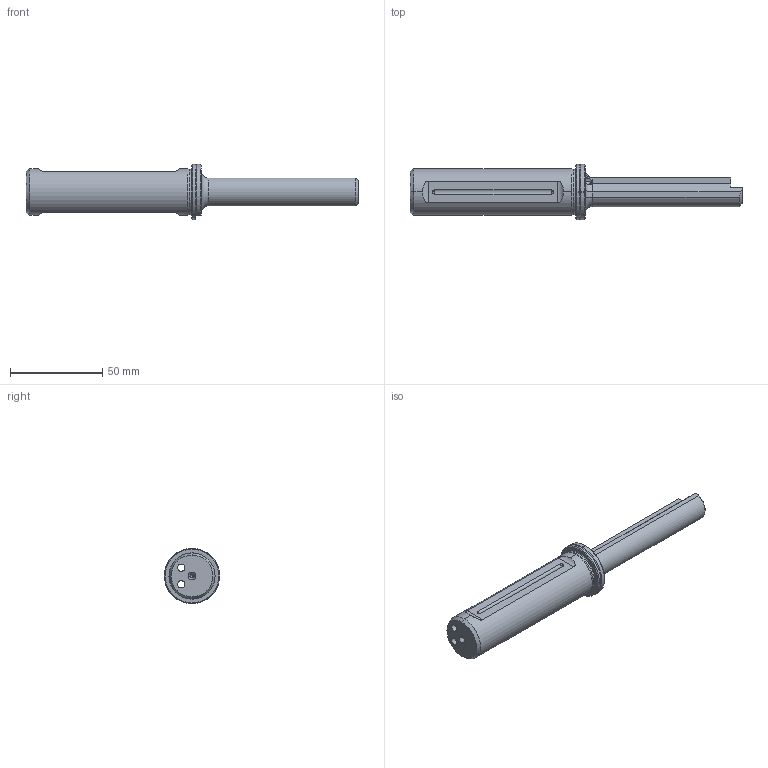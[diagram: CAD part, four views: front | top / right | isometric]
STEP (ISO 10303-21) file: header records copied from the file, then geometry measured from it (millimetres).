
FILE_DESCRIPTION (( 'STEP AP203' ), '1' );
FILE_NAME ('UT-6-25-L.STEP', '2023-07-17T07:18:59', ( 'TECNICO' ), ( '' ), 'SwSTEP 2.0', 'SolidWorks 2020', '' );
FILE_SCHEMA (( 'CONFIG_CONTROL_DESIGN' ));
Length unit declared in the file: millimetre
Products named in the file (1): UT-6-25-L
Bounding box: 180 x 30 x 30 mm (x, y, z)
Volume: 56475.6 mm3; surface area: 15501.3 mm2
Topology: 1 solids, 1 shells, 115 faces, 281 edges, 168 vertices
Faces by surface type: cylinder 40, plane 35, cone 23, torus 9, sphere 8
Entity records: 3731 total; most frequent: CARTESIAN_POINT 1014, ORIENTED_EDGE 554, DIRECTION 550, EDGE_CURVE 277, AXIS2_PLACEMENT_3D 210, VERTEX_POINT 168, VECTOR 130, LINE 130
